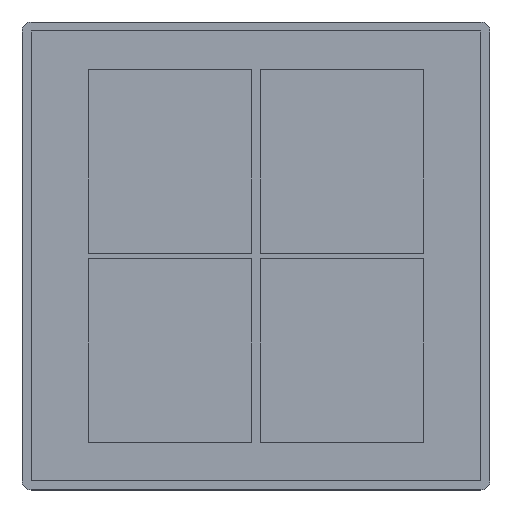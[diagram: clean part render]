
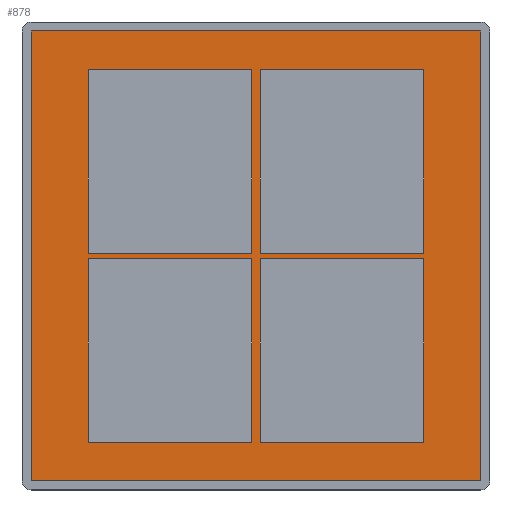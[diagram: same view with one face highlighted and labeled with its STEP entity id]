
A CAD part, top view. The second image highlights one B-rep face of the part: STEP entity #878.
In plain terms, the highlighted planar face has unit normal (0, 0, 1).
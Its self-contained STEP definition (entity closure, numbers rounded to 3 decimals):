
#48=FACE_OUTER_BOUND('',#104,.T.);
#104=EDGE_LOOP('',(#601,#602,#603,#604));
#157=LINE('',#1266,#269);
#161=LINE('',#1274,#273);
#164=LINE('',#1280,#276);
#167=LINE('',#1285,#279);
#269=VECTOR('',#1024,10.);
#273=VECTOR('',#1030,10.);
#276=VECTOR('',#1035,10.);
#279=VECTOR('',#1040,10.);
#381=VERTEX_POINT('',#1264);
#382=VERTEX_POINT('',#1265);
#385=VERTEX_POINT('',#1273);
#387=VERTEX_POINT('',#1279);
#461=EDGE_CURVE('',#381,#382,#157,.T.);
#465=EDGE_CURVE('',#382,#385,#161,.T.);
#468=EDGE_CURVE('',#385,#387,#164,.T.);
#471=EDGE_CURVE('',#387,#381,#167,.T.);
#601=ORIENTED_EDGE('',*,*,#461,.T.);
#602=ORIENTED_EDGE('',*,*,#465,.T.);
#603=ORIENTED_EDGE('',*,*,#468,.T.);
#604=ORIENTED_EDGE('',*,*,#471,.T.);
#826=PLANE('',#961);
#878=ADVANCED_FACE('',(#48),#826,.T.);
#961=AXIS2_PLACEMENT_3D('',#1288,#1044,#1045);
#1024=DIRECTION('',(0.,-1.,0.));
#1030=DIRECTION('',(1.,0.,0.));
#1035=DIRECTION('',(0.,1.,0.));
#1040=DIRECTION('',(-1.,0.,0.));
#1044=DIRECTION('center_axis',(0.,0.,1.));
#1045=DIRECTION('ref_axis',(1.,0.,0.));
#1264=CARTESIAN_POINT('',(-25.,25.,2.));
#1265=CARTESIAN_POINT('',(-25.,-25.,2.));
#1266=CARTESIAN_POINT('',(-25.,-12.5,2.));
#1273=CARTESIAN_POINT('',(25.,-25.,2.));
#1274=CARTESIAN_POINT('',(12.5,-25.,2.));
#1279=CARTESIAN_POINT('',(25.,25.,2.));
#1280=CARTESIAN_POINT('',(25.,12.5,2.));
#1285=CARTESIAN_POINT('',(-12.5,25.,2.));
#1288=CARTESIAN_POINT('Origin',(0.,0.,
2.));
